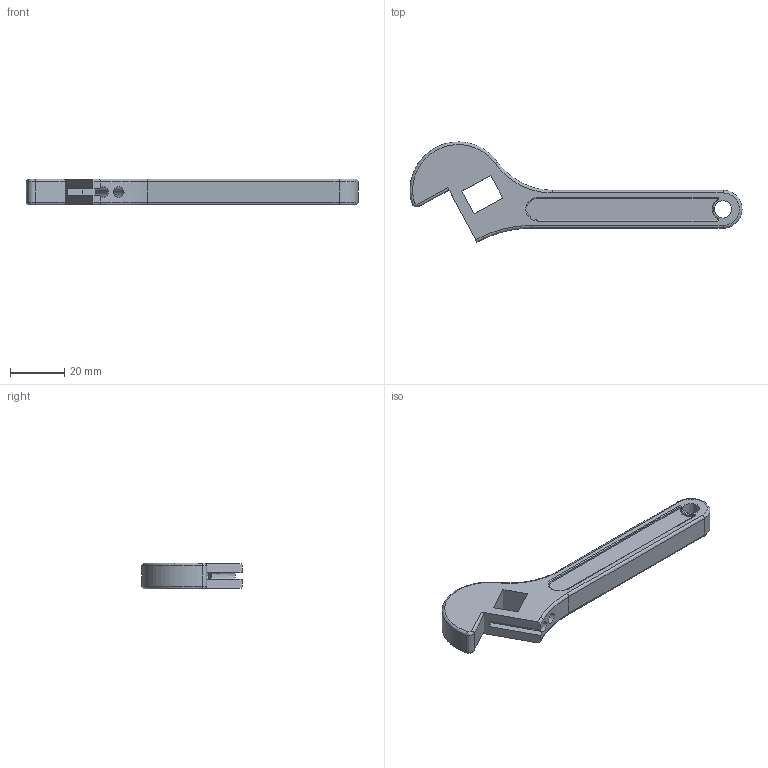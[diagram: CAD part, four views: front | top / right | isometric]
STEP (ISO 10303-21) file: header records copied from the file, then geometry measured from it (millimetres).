
FILE_DESCRIPTION(/* description */ ('CAx-IF Rec.Pracs.---Representation and Presentation of Product Manufacturing Information (PMI)---4.0---2014-10-13','CAx-IF Rec.Pracs.---3D Tessellated Geometry---0.4---2014-09-14','2;1'),/* implementation_level */ '2;1');
FILE_NAME(/* name */ 'main',/* time_stamp */ '2018-06-08T00:37:39+02:00',/* author */ (''),/* organization */ (''),/* preprocessor_version */ 'ST-DEVELOPER v16.7',/* originating_system */ $,/* authorisation */ $);
FILE_SCHEMA (('AP242_MANAGED_MODEL_BASED_3D_ENGINEERING_MIM_LF { 1 0 10303 442 20130219 1 4 }'));
Length unit declared in the file: millimetre
Products named in the file (1): main
Bounding box: 122.42 x 36.9 x 9.5 mm (x, y, z)
Volume: 33297.3 mm3; surface area: 14890.8 mm2
Topology: 2 solids, 2 shells, 68 faces, 201 edges, 175 vertices
Faces by surface type: cylinder 28, plane 22, torus 18
Full cylindrical faces by diameter (mm): 4 x1, 6.5 x1
Entity records: 3196 total; most frequent: DIRECTION 443, CARTESIAN_POINT 417, ORIENTED_EDGE 330, AXIS2_PLACEMENT_3D 179, TESSELLATED_CONNECTING_EDGE 165, EDGE_CURVE 165, VERTEX_POINT 102, STYLED_ITEM 102
